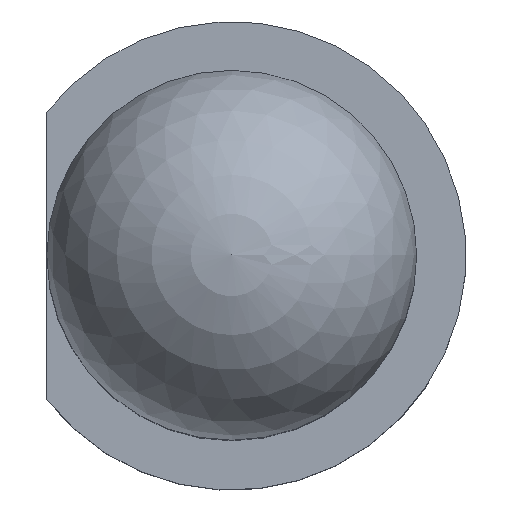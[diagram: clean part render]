
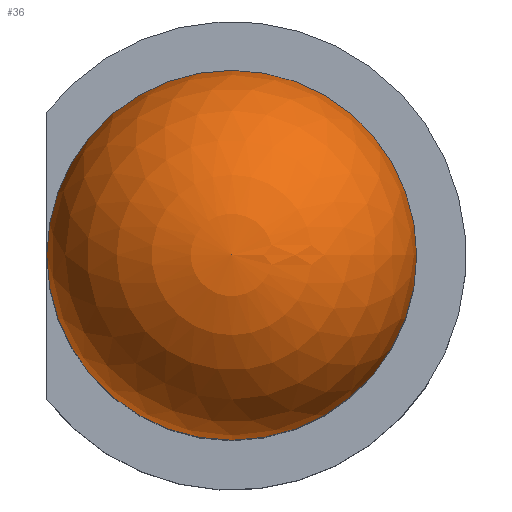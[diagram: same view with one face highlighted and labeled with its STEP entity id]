
A CAD part, top view. The second image highlights one B-rep face of the part: STEP entity #36.
In plain terms, the highlighted spherical face has radius 1.5 mm.
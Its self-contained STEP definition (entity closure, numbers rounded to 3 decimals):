
#36 = ADVANCED_FACE('',(#37),#52,.T.);
#37 = FACE_BOUND('',#38,.T.);
#38 = EDGE_LOOP('',(#39,#70,#71));
#39 = ORIENTED_EDGE('',*,*,#40,.T.);
#40 = EDGE_CURVE('',#41,#43,#45,.T.);
#41 = VERTEX_POINT('',#42);
#42 = CARTESIAN_POINT('',(2.77,0.,3.803));
#43 = VERTEX_POINT('',#44);
#44 = CARTESIAN_POINT('',(1.27,0.,5.303));
#45 = SEAM_CURVE('',#46,(#51,#63),.PCURVE_S1.);
#46 = CIRCLE('',#47,1.5);
#47 = AXIS2_PLACEMENT_3D('',#48,#49,#50);
#48 = CARTESIAN_POINT('',(1.27,0.,3.803));
#49 = DIRECTION('',(0.,-1.,0.));
#50 = DIRECTION('',(1.,0.,0.));
#51 = PCURVE('',#52,#57);
#52 = SPHERICAL_SURFACE('',#53,1.5);
#53 = AXIS2_PLACEMENT_3D('',#54,#55,#56);
#54 = CARTESIAN_POINT('',(1.27,0.,3.803));
#55 = DIRECTION('',(0.,0.,1.));
#56 = DIRECTION('',(1.,0.,0.));
#57 = DEFINITIONAL_REPRESENTATION('',(#58),#62);
#58 = LINE('',#59,#60);
#59 = CARTESIAN_POINT('',(6.283,0.));
#60 = VECTOR('',#61,1.);
#61 = DIRECTION('',(0.,1.));
#62 = ( GEOMETRIC_REPRESENTATION_CONTEXT(2) 
PARAMETRIC_REPRESENTATION_CONTEXT() REPRESENTATION_CONTEXT('2D SPACE',''
  ) );
#63 = PCURVE('',#52,#64);
#64 = DEFINITIONAL_REPRESENTATION('',(#65),#69);
#65 = LINE('',#66,#67);
#66 = CARTESIAN_POINT('',(0.,0.));
#67 = VECTOR('',#68,1.);
#68 = DIRECTION('',(0.,1.));
#69 = ( GEOMETRIC_REPRESENTATION_CONTEXT(2) 
PARAMETRIC_REPRESENTATION_CONTEXT() REPRESENTATION_CONTEXT('2D SPACE',''
  ) );
#70 = ORIENTED_EDGE('',*,*,#40,.F.);
#71 = ORIENTED_EDGE('',*,*,#72,.F.);
#72 = EDGE_CURVE('',#41,#41,#73,.T.);
#73 = SURFACE_CURVE('',#74,(#79,#108),.PCURVE_S1.);
#74 = CIRCLE('',#75,1.5);
#75 = AXIS2_PLACEMENT_3D('',#76,#77,#78);
#76 = CARTESIAN_POINT('',(1.27,0.,3.803));
#77 = DIRECTION('',(0.,0.,-1.));
#78 = DIRECTION('',(1.,0.,0.));
#79 = PCURVE('',#52,#80);
#80 = DEFINITIONAL_REPRESENTATION('',(#81),#107);
#81 = B_SPLINE_CURVE_WITH_KNOTS('',3,(#82,#83,#84,#85,#86,#87,#88,#89,
    #90,#91,#92,#93,#94,#95,#96,#97,#98,#99,#100,#101,#102,#103,#104,
    #105,#106),.UNSPECIFIED.,.F.,.F.,(4,1,1,1,1,1,1,1,1,1,1,1,1,1,1,1,1,
    1,1,1,1,1,4),(0.,0.286,0.571,0.857,
    1.142,1.428,1.714,1.999,
    2.285,2.57,2.856,3.142,
    3.427,3.713,3.998,4.284,
    4.57,4.855,5.141,5.426,
    5.712,5.998,6.283),.QUASI_UNIFORM_KNOTS.);
#82 = CARTESIAN_POINT('',(6.283,0.));
#83 = CARTESIAN_POINT('',(6.188,0.));
#84 = CARTESIAN_POINT('',(5.998,0.));
#85 = CARTESIAN_POINT('',(5.712,0.));
#86 = CARTESIAN_POINT('',(5.426,0.));
#87 = CARTESIAN_POINT('',(5.141,0.));
#88 = CARTESIAN_POINT('',(4.855,0.));
#89 = CARTESIAN_POINT('',(4.57,0.));
#90 = CARTESIAN_POINT('',(4.284,0.));
#91 = CARTESIAN_POINT('',(3.998,0.));
#92 = CARTESIAN_POINT('',(3.713,0.));
#93 = CARTESIAN_POINT('',(3.427,0.));
#94 = CARTESIAN_POINT('',(3.142,0.));
#95 = CARTESIAN_POINT('',(2.856,0.));
#96 = CARTESIAN_POINT('',(2.57,0.));
#97 = CARTESIAN_POINT('',(2.285,0.));
#98 = CARTESIAN_POINT('',(1.999,0.));
#99 = CARTESIAN_POINT('',(1.714,0.));
#100 = CARTESIAN_POINT('',(1.428,0.));
#101 = CARTESIAN_POINT('',(1.142,0.));
#102 = CARTESIAN_POINT('',(0.857,0.));
#103 = CARTESIAN_POINT('',(0.571,0.));
#104 = CARTESIAN_POINT('',(0.286,0.));
#105 = CARTESIAN_POINT('',(0.095,0.));
#106 = CARTESIAN_POINT('',(0.,0.));
#107 = ( GEOMETRIC_REPRESENTATION_CONTEXT(2) 
PARAMETRIC_REPRESENTATION_CONTEXT() REPRESENTATION_CONTEXT('2D SPACE',''
  ) );
#108 = PCURVE('',#109,#114);
#109 = CYLINDRICAL_SURFACE('',#110,1.5);
#110 = AXIS2_PLACEMENT_3D('',#111,#112,#113);
#111 = CARTESIAN_POINT('',(1.27,0.,3.803));
#112 = DIRECTION('',(0.,0.,-1.));
#113 = DIRECTION('',(1.,0.,0.));
#114 = DEFINITIONAL_REPRESENTATION('',(#115),#119);
#115 = LINE('',#116,#117);
#116 = CARTESIAN_POINT('',(0.,0.));
#117 = VECTOR('',#118,1.);
#118 = DIRECTION('',(1.,0.));
#119 = ( GEOMETRIC_REPRESENTATION_CONTEXT(2) 
PARAMETRIC_REPRESENTATION_CONTEXT() REPRESENTATION_CONTEXT('2D SPACE',''
  ) );
